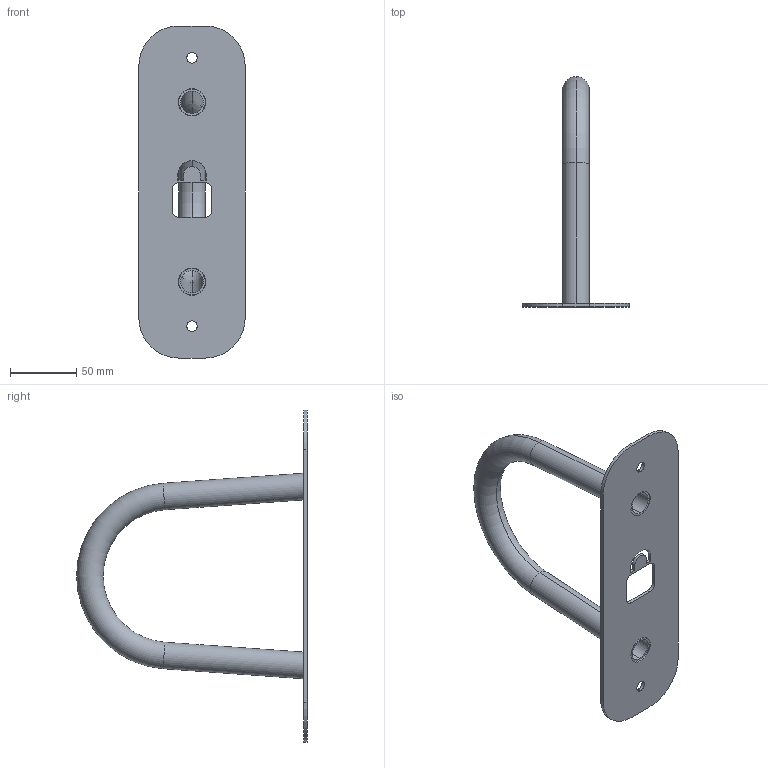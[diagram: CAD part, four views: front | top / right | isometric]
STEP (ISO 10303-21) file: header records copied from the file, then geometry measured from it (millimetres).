
FILE_DESCRIPTION (( 'STEP AP214' ), '1' );
FILE_NAME ('LL30_Mounting dimensions.STEP', '2023-03-01T09:04:22', ( '' ), ( '' ), 'SwSTEP 2.0', 'SolidWorks 2021', '' );
FILE_SCHEMA (( 'AUTOMOTIVE_DESIGN' ));
Length unit declared in the file: millimetre
Products named in the file (3): LL30_Mounting dimensions; LG30101ZN_expV2; LG30102ZN
Assembly tree (2 placements, depth 2):
  LL30_Mounting dimensions
    LG30101ZN_expV2
    LG30102ZN
Bounding box: 80 x 173.71 x 250 mm (x, y, z)
Volume: 78328.8 mm3; surface area: 83627.1 mm2
Topology: 2 solids, 2 shells, 48 faces, 124 edges, 80 vertices
Faces by surface type: cylinder 26, plane 18, torus 4
Entity records: 1618 total; most frequent: DIRECTION 286, CARTESIAN_POINT 257, ORIENTED_EDGE 248, EDGE_CURVE 124, AXIS2_PLACEMENT_3D 109, VERTEX_POINT 80, LINE 68, VECTOR 68
